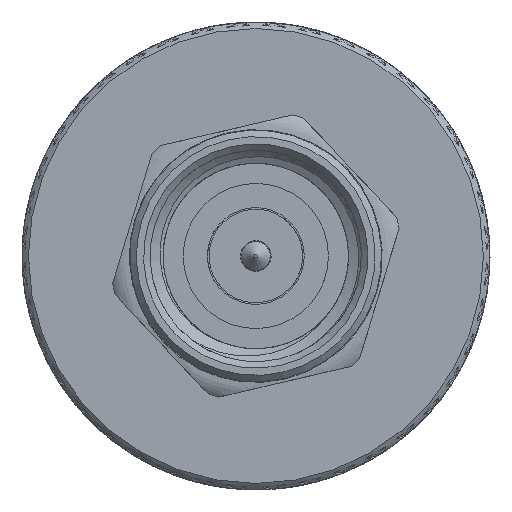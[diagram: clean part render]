
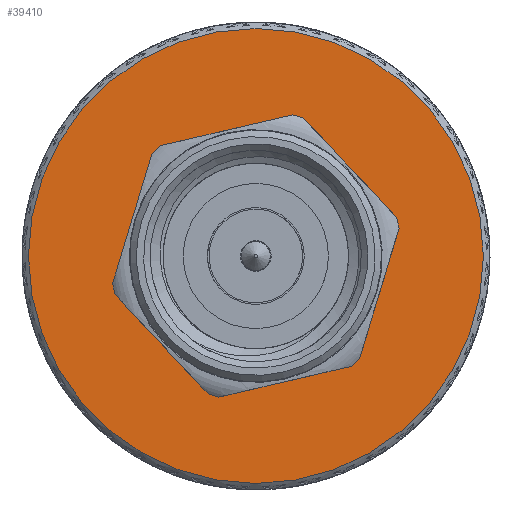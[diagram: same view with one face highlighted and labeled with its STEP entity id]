
A CAD part, left-side view. The second image highlights one B-rep face of the part: STEP entity #39410.
In plain terms, the highlighted planar face has unit normal (-1, 0.001, 0).
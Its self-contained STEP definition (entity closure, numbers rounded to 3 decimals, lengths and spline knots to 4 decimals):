
#7585=PLANE('',#62400);
#7797=CIRCLE('',#62399,7.05);
#7798=CIRCLE('',#62401,3.25);
#14140=ORIENTED_EDGE('',*,*,#23598,.T.);
#14141=ORIENTED_EDGE('',*,*,#23599,.T.);
#23598=EDGE_CURVE('',#28405,#28405,#7797,.F.);
#23599=EDGE_CURVE('',#28406,#28406,#7798,.T.);
#28405=VERTEX_POINT('',#91021);
#28406=VERTEX_POINT('',#91024);
#32818=EDGE_LOOP('',(#14140));
#32819=EDGE_LOOP('',(#14141));
#35839=FACE_BOUND('',#32818,.T.);
#35840=FACE_BOUND('',#32819,.T.);
#39410=ADVANCED_FACE('',(#35839,#35840),#7585,.F.);
#62399=AXIS2_PLACEMENT_3D('',#91020,#65193,#65194);
#62400=AXIS2_PLACEMENT_3D('',#91022,#65195,#65196);
#62401=AXIS2_PLACEMENT_3D('',#91023,#65197,#65198);
#65193=DIRECTION('',(1.,-0.001,0.));
#65194=DIRECTION('',(0.,0.001,-1.));
#65195=DIRECTION('',(1.,-0.001,0.));
#65196=DIRECTION('',(0.,0.001,-1.));
#65197=DIRECTION('',(1.,-0.001,0.));
#65198=DIRECTION('',(0.,0.001,-1.));
#91020=CARTESIAN_POINT('',(-8.8545,0.0044,10.1159));
#91021=CARTESIAN_POINT('',(-8.8545,0.008,3.0659));
#91022=CARTESIAN_POINT('',(-8.8545,0.0061,6.8659));
#91023=CARTESIAN_POINT('',(-8.8545,0.0044,10.1159));
#91024=CARTESIAN_POINT('',(-8.8545,0.0061,6.8659));
